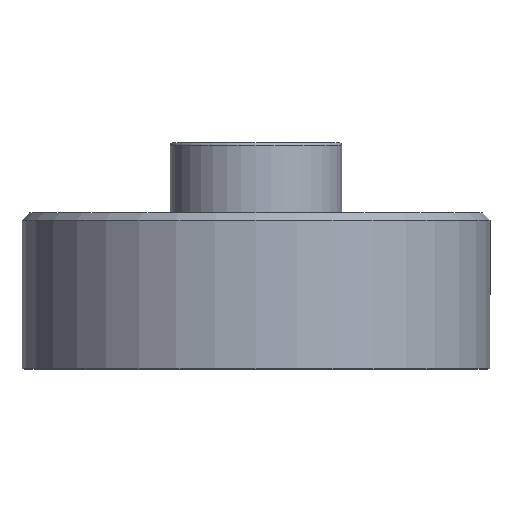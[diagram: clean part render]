
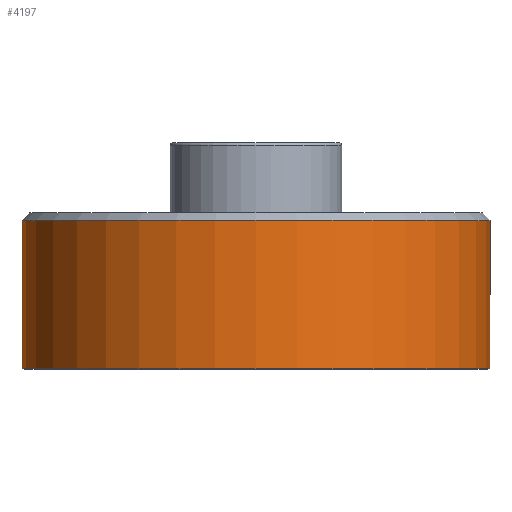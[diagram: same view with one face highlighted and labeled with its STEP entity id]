
A CAD part, top view. The second image highlights one B-rep face of the part: STEP entity #4197.
In plain terms, the highlighted cylindrical face has radius 15 mm (diameter 30 mm), a partial arc.
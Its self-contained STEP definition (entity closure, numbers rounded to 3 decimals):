
#112 = DIRECTION ( 'NONE',  ( 1., 0., 0. ) ) ;
#751 = VECTOR ( 'NONE', #10128, 1000. ) ;
#1449 = LINE ( 'NONE', #13452, #751 ) ;
#1474 = CIRCLE ( 'NONE', #10356, 15. ) ;
#2049 = ORIENTED_EDGE ( 'NONE', *, *, #13637, .F. ) ;
#2160 = CARTESIAN_POINT ( 'NONE',  ( -15., 9.5, 0. ) ) ;
#2610 = EDGE_CURVE ( 'NONE', #12300, #13086, #7483, .T. ) ;
#2852 = CARTESIAN_POINT ( 'NONE',  ( 0., 9.5, 0. ) ) ;
#2939 = DIRECTION ( 'NONE',  ( -1., 0., 0. ) ) ;
#3968 = DIRECTION ( 'NONE',  ( 0., -1., 0. ) ) ;
#4156 = CYLINDRICAL_SURFACE ( 'NONE', #10873, 15. ) ;
#4197 = ADVANCED_FACE ( 'NONE', ( #11153 ), #4156, .T. ) ;
#4962 = VERTEX_POINT ( 'NONE', #10052 ) ;
#5452 = DIRECTION ( 'NONE',  ( 0., -1., 0. ) ) ;
#5605 = ORIENTED_EDGE ( 'NONE', *, *, #9768, .F. ) ;
#5841 = CARTESIAN_POINT ( 'NONE',  ( 15., 9.5, 0. ) ) ;
#6086 = ORIENTED_EDGE ( 'NONE', *, *, #7475, .T. ) ;
#7475 = EDGE_CURVE ( 'NONE', #13086, #11843, #1449, .T. ) ;
#7483 = CIRCLE ( 'NONE', #10347, 15. ) ;
#8520 = DIRECTION ( 'NONE',  ( 0., -1., 0. ) ) ;
#9477 = LINE ( 'NONE', #12106, #12834 ) ;
#9768 = EDGE_CURVE ( 'NONE', #12300, #4962, #9477, .T. ) ;
#10052 = CARTESIAN_POINT ( 'NONE',  ( 15., 0., 0. ) ) ;
#10128 = DIRECTION ( 'NONE',  ( 0., -1., 0. ) ) ;
#10347 = AXIS2_PLACEMENT_3D ( 'NONE', #2852, #3968, #2939 ) ;
#10356 = AXIS2_PLACEMENT_3D ( 'NONE', #11360, #11269, #112 ) ;
#10873 = AXIS2_PLACEMENT_3D ( 'NONE', #14367, #5452, #12048 ) ;
#11153 = FACE_OUTER_BOUND ( 'NONE', #12138, .T. ) ;
#11269 = DIRECTION ( 'NONE',  ( 0., -1., 0. ) ) ;
#11360 = CARTESIAN_POINT ( 'NONE',  ( 0., 0., 0. ) ) ;
#11843 = VERTEX_POINT ( 'NONE', #14245 ) ;
#12048 = DIRECTION ( 'NONE',  ( 1., 0., 0. ) ) ;
#12106 = CARTESIAN_POINT ( 'NONE',  ( 15., 8., 0. ) ) ;
#12138 = EDGE_LOOP ( 'NONE', ( #13332, #6086, #2049, #5605 ) ) ;
#12300 = VERTEX_POINT ( 'NONE', #5841 ) ;
#12834 = VECTOR ( 'NONE', #8520, 1000. ) ;
#13086 = VERTEX_POINT ( 'NONE', #2160 ) ;
#13332 = ORIENTED_EDGE ( 'NONE', *, *, #2610, .T. ) ;
#13452 = CARTESIAN_POINT ( 'NONE',  ( -15., 8., 0. ) ) ;
#13637 = EDGE_CURVE ( 'NONE', #4962, #11843, #1474, .T. ) ;
#14245 = CARTESIAN_POINT ( 'NONE',  ( -15., 0., 0. ) ) ;
#14367 = CARTESIAN_POINT ( 'NONE',  ( 0., 8., 0. ) ) ;
